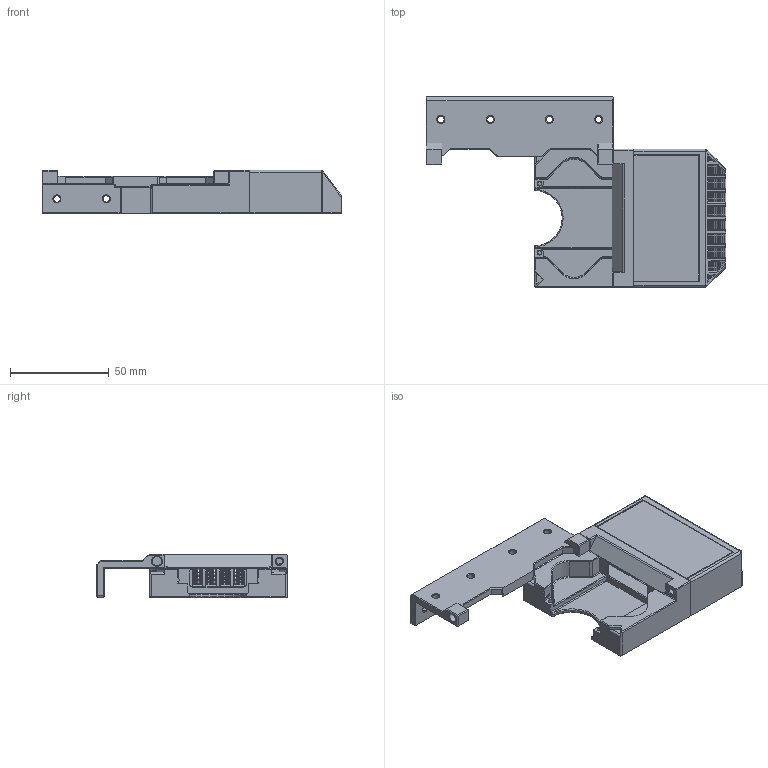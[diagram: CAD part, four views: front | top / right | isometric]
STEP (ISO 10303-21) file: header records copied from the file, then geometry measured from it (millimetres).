
FILE_DESCRIPTION(/* description */ (''),/* implementation_level */ '2;1');
FILE_NAME(/* name */ 'Zerofilter v4.step',/* time_stamp */ '2023-09-13T15:37:55+02:00',/* author */ (''),/* organization */ (''),/* preprocessor_version */ 'ST-DEVELOPER v20',/* originating_system */ 'Autodesk Translation Framework v12.9.0.99',/* authorisation */ '');
FILE_SCHEMA (('AUTOMOTIVE_DESIGN { 1 0 10303 214 3 1 1 }'));
Length unit declared in the file: millimetre
Products named in the file (2): Zerofilter; Rear Brace Micron+
Assembly tree (1 placements, depth 2):
  Zerofilter
    Rear Brace Micron+
Bounding box: 152 x 96.5 x 22 mm (x, y, z)
Volume: 60538.7 mm3; surface area: 45665.8 mm2
Topology: 4 solids, 4 shells, 1307 faces, 3925 edges, 2523 vertices
Faces by surface type: plane 1020, cylinder 153, cone 79, bspline 40, torus 9, sphere 6
Full cylindrical faces by diameter (mm): 2 x2, 2.5 x2, 3 x2, 3.3 x10, 4.7 x2, 6 x2, 6.2 x8
Entity records: 45666 total; most frequent: CARTESIAN_POINT 9777, ORIENTED_EDGE 7850, DIRECTION 6760, EDGE_CURVE 3925, LINE 3366, VECTOR 3366, VERTEX_POINT 2523, AXIS2_PLACEMENT_3D 1697
